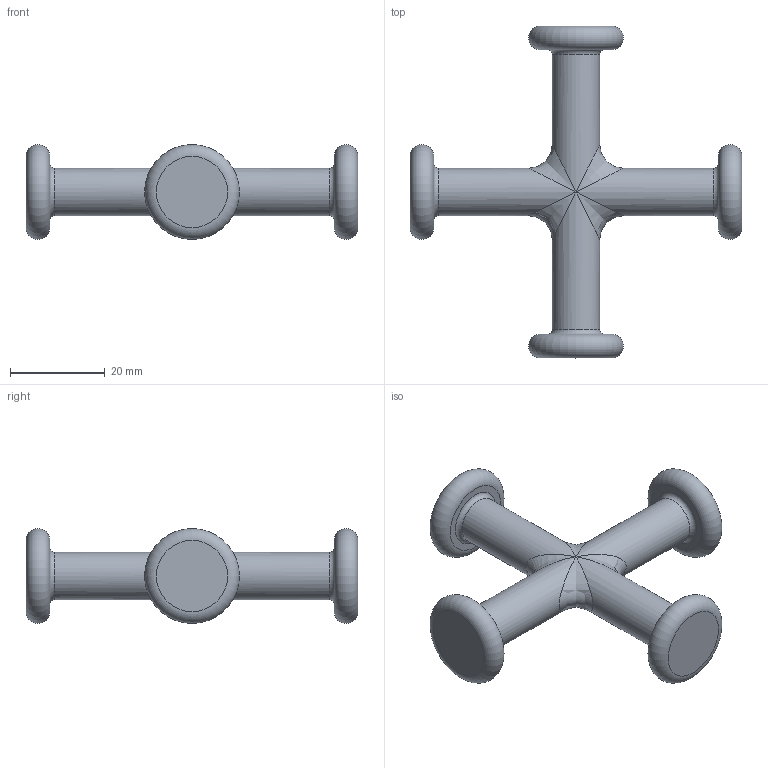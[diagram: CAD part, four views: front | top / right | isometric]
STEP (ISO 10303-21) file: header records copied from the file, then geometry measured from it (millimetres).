
FILE_DESCRIPTION(/* description */ ('STEP AP242','CAx-IF Rec.Pracs.---Representation and Presentation of Product Manufacturing Information (PMI)---4.0---2014-10-13','CAx-IF Rec.Pracs.---3D Tessellated Geometry---0.4---2014-09-14','2;1'),/* implementation_level */ '2;1');
FILE_NAME(/* name */ '6799aef2852b6e2842443d3d',/* time_stamp */ '2025-01-29T04:30:42Z',/* author */ (''),/* organization */ (''),/* preprocessor_version */ 'ST-DEVELOPER v20',/* originating_system */ 'ONSHAPE BY PTC INC, 1.192',/* authorisation */ ' ');
FILE_SCHEMA (('AP242_MANAGED_MODEL_BASED_3D_ENGINEERING_MIM_LF { 1 0 10303 442 1 1 4 }'));
Length unit declared in the file: metre
Products named in the file (1): Axis
Bounding box: 70 x 70 x 19.99 mm (x, y, z)
Volume: 14561.4 mm3; surface area: 6189.6 mm2
Topology: 1 solids, 1 shells, 24 faces, 47 edges, 21 vertices
Faces by surface type: plane 8, torus 8, cylinder 4, bspline 4
Full cylindrical faces by diameter (mm): 10 x4
Entity records: 642 total; most frequent: CARTESIAN_POINT 243, DIRECTION 90, ORIENTED_EDGE 48, AXIS2_PLACEMENT_3D 45, EDGE_LOOP 40, FACE_BOUND 40, EDGE_CURVE 24, ADVANCED_FACE 24
